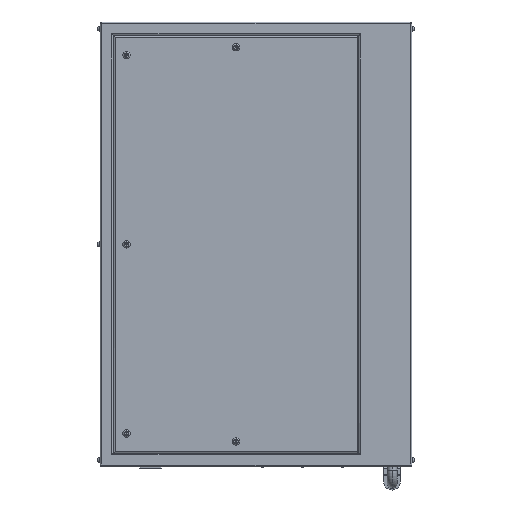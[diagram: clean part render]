
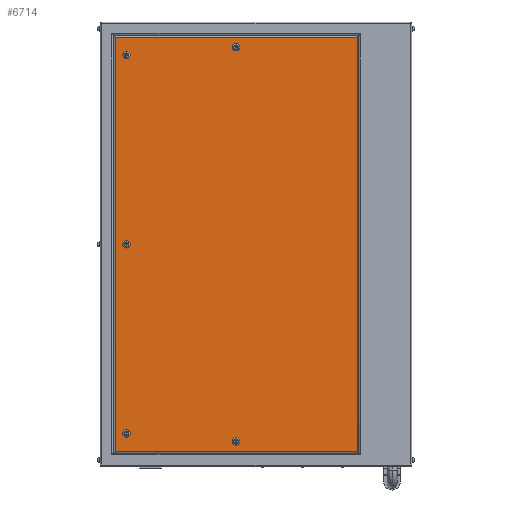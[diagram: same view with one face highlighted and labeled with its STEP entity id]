
A CAD part, left-side view. The second image highlights one B-rep face of the part: STEP entity #6714.
In plain terms, the highlighted planar face has unit normal (-1, 0, 0).
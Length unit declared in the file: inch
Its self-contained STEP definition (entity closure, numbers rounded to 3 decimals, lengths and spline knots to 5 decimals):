
#123 = ORIENTED_EDGE ( 'NONE', *, *, #8312, .T. ) ;
#353 = AXIS2_PLACEMENT_3D ( 'NONE', #3422, #17715, #9241 ) ;
#375 = ORIENTED_EDGE ( 'NONE', *, *, #9330, .T. ) ;
#522 = VERTEX_POINT ( 'NONE', #17382 ) ;
#601 = DIRECTION ( 'NONE',  ( 0., 0., -1. ) ) ;
#878 = CARTESIAN_POINT ( 'NONE',  ( -12.5, 19.5, -28.5 ) ) ;
#977 = VERTEX_POINT ( 'NONE', #5161 ) ;
#986 = EDGE_CURVE ( 'NONE', #522, #22637, #10369, .T. ) ;
#1137 = EDGE_LOOP ( 'NONE', ( #8677, #7558, #375, #21821 ) ) ;
#1180 = DIRECTION ( 'NONE',  ( 0., 0., -1. ) ) ;
#1348 = PLANE ( 'NONE',  #21638 ) ;
#1824 = CARTESIAN_POINT ( 'NONE',  ( -12.5, -15.24, -31.24 ) ) ;
#1886 = AXIS2_PLACEMENT_3D ( 'NONE', #22603, #10072, #1180 ) ;
#2141 = DIRECTION ( 'NONE',  ( 1., 0., 0. ) ) ;
#2221 = AXIS2_PLACEMENT_3D ( 'NONE', #7392, #17828, #19835 ) ;
#2730 = CARTESIAN_POINT ( 'NONE',  ( -12.5, 3., -30.24 ) ) ;
#2963 = FACE_BOUND ( 'NONE', #6678, .T. ) ;
#3089 = FACE_BOUND ( 'NONE', #19741, .T. ) ;
#3170 = CARTESIAN_POINT ( 'NONE',  ( -12.5, 23.5, -31.24 ) ) ;
#3422 = CARTESIAN_POINT ( 'NONE',  ( -12.5, 3., 29.69 ) ) ;
#3662 = CARTESIAN_POINT ( 'NONE',  ( -12.5, 23.5, -33.5 ) ) ;
#3821 = VECTOR ( 'NONE', #6931, 39.37008 ) ;
#3846 = CARTESIAN_POINT ( 'NONE',  ( -12.5, -15.24, 31.24 ) ) ;
#4631 = ORIENTED_EDGE ( 'NONE', *, *, #7729, .T. ) ;
#4635 = ORIENTED_EDGE ( 'NONE', *, *, #22617, .T. ) ;
#5161 = CARTESIAN_POINT ( 'NONE',  ( -12.5, 21.24, 31.24 ) ) ;
#5412 = LINE ( 'NONE', #3170, #3821 ) ;
#6283 = AXIS2_PLACEMENT_3D ( 'NONE', #878, #9529, #21966 ) ;
#6394 = AXIS2_PLACEMENT_3D ( 'NONE', #12976, #11175, #7786 ) ;
#6678 = EDGE_LOOP ( 'NONE', ( #12088, #13805 ) ) ;
#6714 = ADVANCED_FACE ( 'NONE', ( #13673, #2963, #3089, #10451, #10122, #15541 ), #1348, .F. ) ;
#6879 = VERTEX_POINT ( 'NONE', #19033 ) ;
#6931 = DIRECTION ( 'NONE',  ( 0., -1., 0. ) ) ;
#7162 = CARTESIAN_POINT ( 'NONE',  ( -12.5, 19.5, 27.95 ) ) ;
#7392 = CARTESIAN_POINT ( 'NONE',  ( -12.5, 3., -29.69 ) ) ;
#7479 = CIRCLE ( 'NONE', #12746, 0.55 ) ;
#7558 = ORIENTED_EDGE ( 'NONE', *, *, #13790, .T. ) ;
#7658 = CARTESIAN_POINT ( 'NONE',  ( -12.5, 3., -29.14 ) ) ;
#7729 = EDGE_CURVE ( 'NONE', #22674, #22426, #13506, .T. ) ;
#7786 = DIRECTION ( 'NONE',  ( 0., 0., -1. ) ) ;
#7807 = ORIENTED_EDGE ( 'NONE', *, *, #11571, .T. ) ;
#8312 = EDGE_CURVE ( 'NONE', #22426, #22674, #7479, .T. ) ;
#8412 = LINE ( 'NONE', #15575, #15101 ) ;
#8571 = CIRCLE ( 'NONE', #353, 0.55 ) ;
#8597 = VERTEX_POINT ( 'NONE', #7162 ) ;
#8677 = ORIENTED_EDGE ( 'NONE', *, *, #20465, .T. ) ;
#9241 = DIRECTION ( 'NONE',  ( 0., 0., -1. ) ) ;
#9330 = EDGE_CURVE ( 'NONE', #16523, #977, #11531, .T. ) ;
#9350 = VECTOR ( 'NONE', #20431, 39.37008 ) ;
#9381 = VECTOR ( 'NONE', #16826, 39.37008 ) ;
#9529 = DIRECTION ( 'NONE',  ( 1., 0., 0. ) ) ;
#9596 = CARTESIAN_POINT ( 'NONE',  ( -12.5, 19.5, 28.5 ) ) ;
#9946 = CARTESIAN_POINT ( 'NONE',  ( -12.5, 19.5, -27.95 ) ) ;
#10069 = EDGE_CURVE ( 'NONE', #977, #13160, #8412, .T. ) ;
#10072 = DIRECTION ( 'NONE',  ( 1., 0., 0. ) ) ;
#10122 = FACE_BOUND ( 'NONE', #20598, .T. ) ;
#10135 = CIRCLE ( 'NONE', #1886, 0.55 ) ;
#10286 = CIRCLE ( 'NONE', #18167, 0.55 ) ;
#10369 = CIRCLE ( 'NONE', #11106, 0.55 ) ;
#10451 = FACE_BOUND ( 'NONE', #20005, .T. ) ;
#10805 = DIRECTION ( 'NONE',  ( 1., 0., 0. ) ) ;
#10873 = DIRECTION ( 'NONE',  ( 0., 0., -1. ) ) ;
#11106 = AXIS2_PLACEMENT_3D ( 'NONE', #12781, #23059, #10873 ) ;
#11175 = DIRECTION ( 'NONE',  ( 1., 0., 0. ) ) ;
#11359 = LINE ( 'NONE', #16773, #9350 ) ;
#11511 = CARTESIAN_POINT ( 'NONE',  ( -12.5, 21.24, -31.24 ) ) ;
#11531 = LINE ( 'NONE', #20240, #9381 ) ;
#11571 = EDGE_CURVE ( 'NONE', #17001, #8597, #10135, .T. ) ;
#11613 = EDGE_CURVE ( 'NONE', #23111, #18561, #20287, .T. ) ;
#11824 = CARTESIAN_POINT ( 'NONE',  ( -12.5, 19.5, -0.55 ) ) ;
#11968 = VERTEX_POINT ( 'NONE', #1824 ) ;
#12088 = ORIENTED_EDGE ( 'NONE', *, *, #986, .T. ) ;
#12493 = ORIENTED_EDGE ( 'NONE', *, *, #11613, .T. ) ;
#12712 = ORIENTED_EDGE ( 'NONE', *, *, #18064, .T. ) ;
#12746 = AXIS2_PLACEMENT_3D ( 'NONE', #16214, #10805, #19507 ) ;
#12781 = CARTESIAN_POINT ( 'NONE',  ( -12.5, 3., 29.69 ) ) ;
#12976 = CARTESIAN_POINT ( 'NONE',  ( -12.5, 19.5, 0. ) ) ;
#13160 = VERTEX_POINT ( 'NONE', #11511 ) ;
#13506 = CIRCLE ( 'NONE', #6394, 0.55 ) ;
#13673 = FACE_BOUND ( 'NONE', #14825, .T. ) ;
#13790 = EDGE_CURVE ( 'NONE', #11968, #16523, #11359, .T. ) ;
#13805 = ORIENTED_EDGE ( 'NONE', *, *, #18099, .T. ) ;
#14759 = CIRCLE ( 'NONE', #21861, 0.55 ) ;
#14825 = EDGE_LOOP ( 'NONE', ( #12712, #12493 ) ) ;
#15101 = VECTOR ( 'NONE', #17780, 39.37008 ) ;
#15407 = EDGE_CURVE ( 'NONE', #6879, #17153, #21976, .T. ) ;
#15408 = DIRECTION ( 'NONE',  ( 1., 0., 0. ) ) ;
#15541 = FACE_OUTER_BOUND ( 'NONE', #1137, .T. ) ;
#15575 = CARTESIAN_POINT ( 'NONE',  ( -12.5, 21.24, -33.5 ) ) ;
#16214 = CARTESIAN_POINT ( 'NONE',  ( -12.5, 19.5, 0. ) ) ;
#16523 = VERTEX_POINT ( 'NONE', #3846 ) ;
#16646 = CARTESIAN_POINT ( 'NONE',  ( -12.5, 19.5, 29.05 ) ) ;
#16654 = DIRECTION ( 'NONE',  ( 1., 0., 0. ) ) ;
#16773 = CARTESIAN_POINT ( 'NONE',  ( -12.5, -15.24, -33.5 ) ) ;
#16826 = DIRECTION ( 'NONE',  ( 0., 1., 0. ) ) ;
#17001 = VERTEX_POINT ( 'NONE', #16646 ) ;
#17153 = VERTEX_POINT ( 'NONE', #9946 ) ;
#17186 = ORIENTED_EDGE ( 'NONE', *, *, #23140, .T. ) ;
#17379 = CARTESIAN_POINT ( 'NONE',  ( -12.5, 19.5, -28.5 ) ) ;
#17382 = CARTESIAN_POINT ( 'NONE',  ( -12.5, 3., 29.14 ) ) ;
#17715 = DIRECTION ( 'NONE',  ( 1., 0., 0. ) ) ;
#17780 = DIRECTION ( 'NONE',  ( 0., 0., -1. ) ) ;
#17828 = DIRECTION ( 'NONE',  ( 1., 0., 0. ) ) ;
#18064 = EDGE_CURVE ( 'NONE', #18561, #23111, #20571, .T. ) ;
#18099 = EDGE_CURVE ( 'NONE', #22637, #522, #8571, .T. ) ;
#18167 = AXIS2_PLACEMENT_3D ( 'NONE', #17379, #15408, #21126 ) ;
#18561 = VERTEX_POINT ( 'NONE', #2730 ) ;
#19033 = CARTESIAN_POINT ( 'NONE',  ( -12.5, 19.5, -29.05 ) ) ;
#19233 = CARTESIAN_POINT ( 'NONE',  ( -12.5, 3., 30.24 ) ) ;
#19507 = DIRECTION ( 'NONE',  ( 0., 0., -1. ) ) ;
#19741 = EDGE_LOOP ( 'NONE', ( #21544, #17186 ) ) ;
#19808 = DIRECTION ( 'NONE',  ( 0., 0., 1. ) ) ;
#19835 = DIRECTION ( 'NONE',  ( 0., 0., 1. ) ) ;
#19982 = DIRECTION ( 'NONE',  ( 0., 0., -1. ) ) ;
#20005 = EDGE_LOOP ( 'NONE', ( #4631, #123 ) ) ;
#20240 = CARTESIAN_POINT ( 'NONE',  ( -12.5, 23.5, 31.24 ) ) ;
#20287 = CIRCLE ( 'NONE', #22121, 0.55 ) ;
#20431 = DIRECTION ( 'NONE',  ( 0., 0., 1. ) ) ;
#20465 = EDGE_CURVE ( 'NONE', #13160, #11968, #5412, .T. ) ;
#20571 = CIRCLE ( 'NONE', #2221, 0.55 ) ;
#20598 = EDGE_LOOP ( 'NONE', ( #4635, #7807 ) ) ;
#21126 = DIRECTION ( 'NONE',  ( 0., 0., -1. ) ) ;
#21544 = ORIENTED_EDGE ( 'NONE', *, *, #15407, .T. ) ;
#21554 = CARTESIAN_POINT ( 'NONE',  ( -12.5, 3., -29.69 ) ) ;
#21638 = AXIS2_PLACEMENT_3D ( 'NONE', #3662, #2141, #19982 ) ;
#21821 = ORIENTED_EDGE ( 'NONE', *, *, #10069, .T. ) ;
#21861 = AXIS2_PLACEMENT_3D ( 'NONE', #9596, #16654, #601 ) ;
#21966 = DIRECTION ( 'NONE',  ( 0., 0., -1. ) ) ;
#21976 = CIRCLE ( 'NONE', #6283, 0.55 ) ;
#22121 = AXIS2_PLACEMENT_3D ( 'NONE', #21554, #22827, #19808 ) ;
#22426 = VERTEX_POINT ( 'NONE', #22527 ) ;
#22527 = CARTESIAN_POINT ( 'NONE',  ( -12.5, 19.5, 0.55 ) ) ;
#22603 = CARTESIAN_POINT ( 'NONE',  ( -12.5, 19.5, 28.5 ) ) ;
#22617 = EDGE_CURVE ( 'NONE', #8597, #17001, #14759, .T. ) ;
#22637 = VERTEX_POINT ( 'NONE', #19233 ) ;
#22674 = VERTEX_POINT ( 'NONE', #11824 ) ;
#22827 = DIRECTION ( 'NONE',  ( 1., 0., 0. ) ) ;
#23059 = DIRECTION ( 'NONE',  ( 1., 0., 0. ) ) ;
#23111 = VERTEX_POINT ( 'NONE', #7658 ) ;
#23140 = EDGE_CURVE ( 'NONE', #17153, #6879, #10286, .T. ) ;
